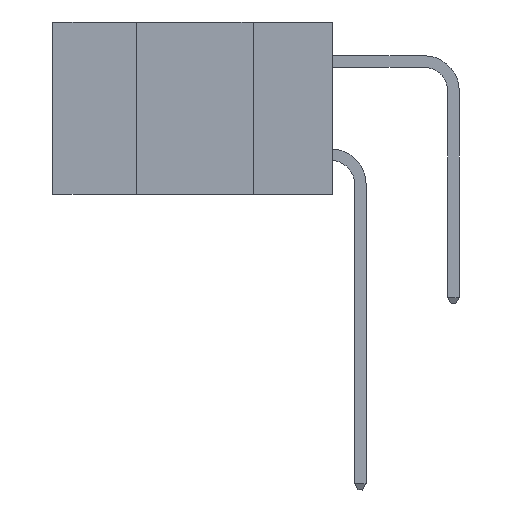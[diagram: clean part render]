
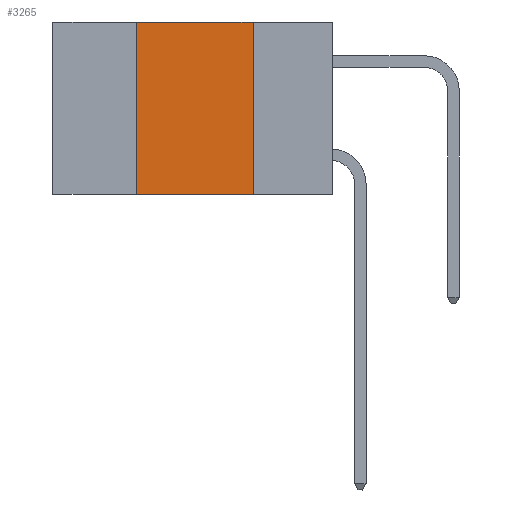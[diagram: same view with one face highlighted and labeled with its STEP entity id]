
A CAD part, left-side view. The second image highlights one B-rep face of the part: STEP entity #3265.
In plain terms, the highlighted planar face has unit normal (-1, 0, 0).
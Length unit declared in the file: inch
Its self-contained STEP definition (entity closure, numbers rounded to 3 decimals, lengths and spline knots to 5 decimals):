
#254 = EDGE_LOOP ( 'NONE', ( #433, #4085, #2640, #9092 ) ) ;
#433 = ORIENTED_EDGE ( 'NONE', *, *, #681, .F. ) ;
#437 = DIRECTION ( 'NONE',  ( 0., 0., -1. ) ) ;
#681 = EDGE_CURVE ( 'NONE', #2523, #9555, #1978, .T. ) ;
#1978 = LINE ( 'NONE', #3163, #11812 ) ;
#2523 = VERTEX_POINT ( 'NONE', #5754 ) ;
#2640 = ORIENTED_EDGE ( 'NONE', *, *, #11730, .F. ) ;
#3163 = CARTESIAN_POINT ( 'NONE',  ( 0., 0.17, 0. ) ) ;
#3265 = ADVANCED_FACE ( 'NONE', ( #16018 ), #11385, .F. ) ;
#3362 = DIRECTION ( 'NONE',  ( 0., -1., 0. ) ) ;
#4085 = ORIENTED_EDGE ( 'NONE', *, *, #12418, .F. ) ;
#4140 = DIRECTION ( 'NONE',  ( 1., 0., 0. ) ) ;
#4459 = VECTOR ( 'NONE', #13659, 39.37008 ) ;
#4639 = LINE ( 'NONE', #14520, #8316 ) ;
#5476 = CARTESIAN_POINT ( 'NONE',  ( 0., 0.6, 0. ) ) ;
#5754 = CARTESIAN_POINT ( 'NONE',  ( 0., 0.17, 0. ) ) ;
#6877 = VECTOR ( 'NONE', #3362, 39.37008 ) ;
#6949 = DIRECTION ( 'NONE',  ( 0., 0., -1. ) ) ;
#7141 = CARTESIAN_POINT ( 'NONE',  ( 0., 0.6, -0.37 ) ) ;
#8098 = DIRECTION ( 'NONE',  ( 0., -1., 0. ) ) ;
#8316 = VECTOR ( 'NONE', #8098, 39.37008 ) ;
#8686 = CARTESIAN_POINT ( 'NONE',  ( 0., 0.17, -0.37 ) ) ;
#9092 = ORIENTED_EDGE ( 'NONE', *, *, #9833, .T. ) ;
#9555 = VERTEX_POINT ( 'NONE', #8686 ) ;
#9833 = EDGE_CURVE ( 'NONE', #12068, #9555, #15739, .T. ) ;
#10899 = VERTEX_POINT ( 'NONE', #13008 ) ;
#11385 = PLANE ( 'NONE',  #13551 ) ;
#11730 = EDGE_CURVE ( 'NONE', #12068, #10899, #15082, .T. ) ;
#11812 = VECTOR ( 'NONE', #6949, 39.37008 ) ;
#12068 = VERTEX_POINT ( 'NONE', #14468 ) ;
#12418 = EDGE_CURVE ( 'NONE', #10899, #2523, #4639, .T. ) ;
#13008 = CARTESIAN_POINT ( 'NONE',  ( 0., 0.42, 0. ) ) ;
#13551 = AXIS2_PLACEMENT_3D ( 'NONE', #5476, #4140, #437 ) ;
#13659 = DIRECTION ( 'NONE',  ( 0., 0., 1. ) ) ;
#14468 = CARTESIAN_POINT ( 'NONE',  ( 0., 0.42, -0.37 ) ) ;
#14520 = CARTESIAN_POINT ( 'NONE',  ( 0., 0.6, 0. ) ) ;
#15082 = LINE ( 'NONE', #16130, #4459 ) ;
#15739 = LINE ( 'NONE', #7141, #6877 ) ;
#16018 = FACE_OUTER_BOUND ( 'NONE', #254, .T. ) ;
#16130 = CARTESIAN_POINT ( 'NONE',  ( 0., 0.42, 0. ) ) ;
